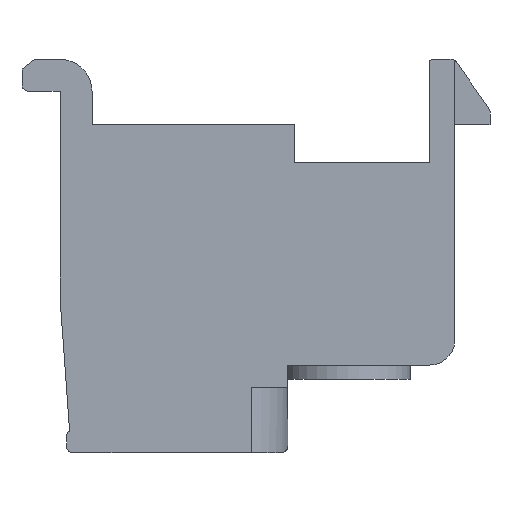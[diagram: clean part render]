
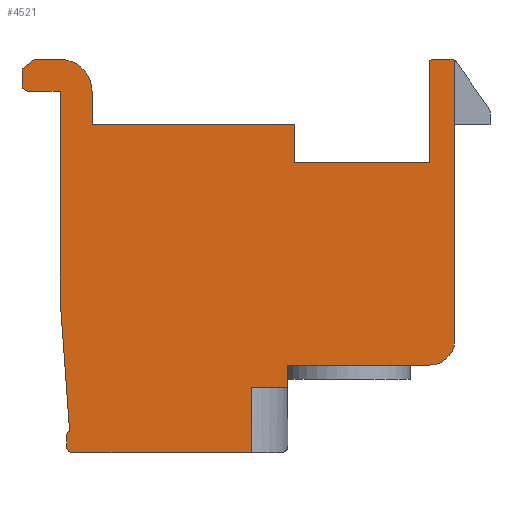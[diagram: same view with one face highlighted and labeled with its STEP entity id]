
A CAD part, front view. The second image highlights one B-rep face of the part: STEP entity #4521.
In plain terms, the highlighted planar face has unit normal (0, -1, 0).
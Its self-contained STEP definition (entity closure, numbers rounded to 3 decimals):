
#1=CARTESIAN_POINT('',(5.45,0.,-2.625));
#2=DIRECTION('',(0.,1.,0.));
#3=DIRECTION('',(1.,0.,0.));
#4=AXIS2_PLACEMENT_3D('',#1,#2,#3);
#6=DIRECTION('',(-1.,0.,0.));
#7=VECTOR('',#6,4.45);
#8=CARTESIAN_POINT('',(5.45,0.,-3.425));
#9=LINE('',#8,#7);
#10=DIRECTION('',(0.,0.,-1.));
#11=VECTOR('',#10,0.7);
#12=CARTESIAN_POINT('',(1.,0.,-3.425));
#13=LINE('',#12,#11);
#14=DIRECTION('',(1.,0.,0.));
#15=VECTOR('',#14,1.15);
#16=CARTESIAN_POINT('',(-0.15,0.,-4.125));
#17=LINE('',#16,#15);
#18=DIRECTION('',(0.,0.,1.));
#19=VECTOR('',#18,2.05);
#20=CARTESIAN_POINT('',(-0.15,0.,-6.175));
#21=LINE('',#20,#19);
#22=DIRECTION('',(-1.,0.,0.));
#23=VECTOR('',#22,5.6);
#24=CARTESIAN_POINT('',(-0.15,0.,-6.175));
#25=LINE('',#24,#23);
#26=CARTESIAN_POINT('',(-5.75,0.,-5.975));
#27=DIRECTION('',(0.,1.,0.));
#28=DIRECTION('',(0.,0.,-1.));
#29=AXIS2_PLACEMENT_3D('',#26,#27,#28);
#31=DIRECTION('',(0.,0.,1.));
#32=VECTOR('',#31,0.3);
#33=CARTESIAN_POINT('',(-5.95,0.,-5.975));
#34=LINE('',#33,#32);
#35=CARTESIAN_POINT('',(-5.75,0.,-5.675));
#36=DIRECTION('',(0.,1.,0.));
#37=DIRECTION('',(-1.,0.,0.));
#38=AXIS2_PLACEMENT_3D('',#35,#36,#37);
#40=DIRECTION('',(-0.072,0.,0.997));
#41=VECTOR('',#40,4.13);
#42=CARTESIAN_POINT('',(-5.854,0.,-5.504));
#43=LINE('',#42,#41);
#44=DIRECTION('',(0.,0.,1.));
#45=VECTOR('',#44,6.56);
#46=CARTESIAN_POINT('',(-6.15,0.,-1.385));
#47=LINE('',#46,#45);
#48=DIRECTION('',(-1.,0.,0.));
#49=VECTOR('',#48,1.);
#50=CARTESIAN_POINT('',(-6.15,0.,5.175));
#51=LINE('',#50,#49);
#52=CARTESIAN_POINT('',(-7.15,0.,5.375));
#53=DIRECTION('',(0.,1.,0.));
#54=DIRECTION('',(0.,0.,-1.));
#55=AXIS2_PLACEMENT_3D('',#52,#53,#54);
#57=DIRECTION('',(0.,0.,1.));
#58=VECTOR('',#57,0.5);
#59=CARTESIAN_POINT('',(-7.35,0.,5.375));
#60=LINE('',#59,#58);
#61=DIRECTION('',(0.785,0.,0.619));
#62=VECTOR('',#61,0.485);
#63=CARTESIAN_POINT('',(-7.35,0.,5.875));
#64=LINE('',#63,#62);
#65=DIRECTION('',(1.,0.,0.));
#66=VECTOR('',#65,0.819);
#67=CARTESIAN_POINT('',(-6.969,0.,6.175));
#68=LINE('',#67,#66);
#69=CARTESIAN_POINT('',(-6.15,0.,5.175));
#70=DIRECTION('',(0.,1.,0.));
#71=DIRECTION('',(0.,0.,1.));
#72=AXIS2_PLACEMENT_3D('',#69,#70,#71);
#74=DIRECTION('',(0.,0.,-1.));
#75=VECTOR('',#74,1.05);
#76=CARTESIAN_POINT('',(-5.15,0.,5.175));
#77=LINE('',#76,#75);
#78=DIRECTION('',(1.,0.,0.));
#79=VECTOR('',#78,6.35);
#80=CARTESIAN_POINT('',(-5.15,0.,4.125));
#81=LINE('',#80,#79);
#82=DIRECTION('',(0.,0.,-1.));
#83=VECTOR('',#82,1.2);
#84=CARTESIAN_POINT('',(1.2,0.,4.125));
#85=LINE('',#84,#83);
#86=DIRECTION('',(1.,0.,0.));
#87=VECTOR('',#86,4.25);
#88=CARTESIAN_POINT('',(1.2,0.,2.925));
#89=LINE('',#88,#87);
#90=DIRECTION('',(0.,0.,1.));
#91=VECTOR('',#90,3.213);
#92=CARTESIAN_POINT('',(5.45,0.,2.925));
#93=LINE('',#92,#91);
#94=CARTESIAN_POINT('',(5.565,0.,5.975));
#95=DIRECTION('',(0.,1.,0.));
#96=DIRECTION('',(-0.577,0.,0.816));
#97=AXIS2_PLACEMENT_3D('',#94,#95,#96);
#99=DIRECTION('',(1.,0.,0.));
#100=VECTOR('',#99,0.626);
#101=CARTESIAN_POINT('',(5.565,0.,6.175));
#102=LINE('',#101,#100);
#103=CARTESIAN_POINT('',(6.127,0.,5.986));
#104=DIRECTION('',(0.,1.,0.));
#105=DIRECTION('',(0.32,0.,0.947));
#106=AXIS2_PLACEMENT_3D('',#103,#104,#105);
#116=DIRECTION('',(0.,0.,1.));
#117=VECTOR('',#116,8.768);
#118=CARTESIAN_POINT('',(6.25,0.,-2.625));
#119=LINE('',#118,#117);
#3431=CARTESIAN_POINT('',(6.25,0.,-2.625));
#3432=CARTESIAN_POINT('',(5.45,0.,-3.425));
#3433=VERTEX_POINT('',#3431);
#3434=VERTEX_POINT('',#3432);
#3435=CARTESIAN_POINT('',(1.,0.,-3.425));
#3436=VERTEX_POINT('',#3435);
#3437=CARTESIAN_POINT('',(-5.75,0.,-6.175));
#3438=CARTESIAN_POINT('',(-5.95,0.,-5.975));
#3439=VERTEX_POINT('',#3437);
#3440=VERTEX_POINT('',#3438);
#3441=CARTESIAN_POINT('',(-5.95,0.,-5.675));
#3442=VERTEX_POINT('',#3441);
#3443=CARTESIAN_POINT('',(-5.854,0.,-5.504));
#3444=VERTEX_POINT('',#3443);
#3445=CARTESIAN_POINT('',(-6.15,0.,-1.385));
#3446=VERTEX_POINT('',#3445);
#3447=CARTESIAN_POINT('',(-6.15,0.,5.175));
#3448=VERTEX_POINT('',#3447);
#3449=CARTESIAN_POINT('',(-7.15,0.,5.175));
#3450=VERTEX_POINT('',#3449);
#3451=CARTESIAN_POINT('',(-7.35,0.,5.375));
#3452=VERTEX_POINT('',#3451);
#3453=CARTESIAN_POINT('',(-7.35,0.,5.875));
#3454=VERTEX_POINT('',#3453);
#3455=CARTESIAN_POINT('',(-6.969,0.,6.175));
#3456=VERTEX_POINT('',#3455);
#3457=CARTESIAN_POINT('',(-6.15,0.,6.175));
#3458=VERTEX_POINT('',#3457);
#3459=CARTESIAN_POINT('',(-5.15,0.,5.175));
#3460=VERTEX_POINT('',#3459);
#3461=CARTESIAN_POINT('',(-5.15,0.,4.125));
#3462=VERTEX_POINT('',#3461);
#3463=CARTESIAN_POINT('',(1.2,0.,4.125));
#3464=VERTEX_POINT('',#3463);
#3465=CARTESIAN_POINT('',(1.2,0.,2.925));
#3466=VERTEX_POINT('',#3465);
#3467=CARTESIAN_POINT('',(5.45,0.,2.925));
#3468=VERTEX_POINT('',#3467);
#3469=CARTESIAN_POINT('',(5.45,0.,6.138));
#3470=VERTEX_POINT('',#3469);
#3471=CARTESIAN_POINT('',(5.565,0.,6.175));
#3472=VERTEX_POINT('',#3471);
#3473=CARTESIAN_POINT('',(6.191,0.,6.175));
#3474=VERTEX_POINT('',#3473);
#4075=CARTESIAN_POINT('',(-0.15,0.,-6.175));
#4076=CARTESIAN_POINT('',(-0.15,0.,-4.125));
#4077=VERTEX_POINT('',#4075);
#4078=VERTEX_POINT('',#4076);
#4079=CARTESIAN_POINT('',(1.,0.,-4.125));
#4080=VERTEX_POINT('',#4079);
#4099=CARTESIAN_POINT('',(6.25,0.,6.143));
#4101=VERTEX_POINT('',#4099);
#4462=CARTESIAN_POINT('',(0.,0.,0.));
#4463=DIRECTION('',(0.,1.,0.));
#4464=DIRECTION('',(1.,0.,0.));
#4465=AXIS2_PLACEMENT_3D('',#4462,#4463,#4464);
#4466=PLANE('',#4465);
#4468=ORIENTED_EDGE('',*,*,#4467,.F.);
#4470=ORIENTED_EDGE('',*,*,#4469,.T.);
#4472=ORIENTED_EDGE('',*,*,#4471,.T.);
#4474=ORIENTED_EDGE('',*,*,#4473,.T.);
#4476=ORIENTED_EDGE('',*,*,#4475,.F.);
#4478=ORIENTED_EDGE('',*,*,#4477,.F.);
#4480=ORIENTED_EDGE('',*,*,#4479,.T.);
#4482=ORIENTED_EDGE('',*,*,#4481,.T.);
#4484=ORIENTED_EDGE('',*,*,#4483,.T.);
#4486=ORIENTED_EDGE('',*,*,#4485,.T.);
#4488=ORIENTED_EDGE('',*,*,#4487,.T.);
#4490=ORIENTED_EDGE('',*,*,#4489,.T.);
#4492=ORIENTED_EDGE('',*,*,#4491,.T.);
#4494=ORIENTED_EDGE('',*,*,#4493,.T.);
#4496=ORIENTED_EDGE('',*,*,#4495,.T.);
#4498=ORIENTED_EDGE('',*,*,#4497,.T.);
#4500=ORIENTED_EDGE('',*,*,#4499,.T.);
#4502=ORIENTED_EDGE('',*,*,#4501,.T.);
#4504=ORIENTED_EDGE('',*,*,#4503,.T.);
#4506=ORIENTED_EDGE('',*,*,#4505,.T.);
#4508=ORIENTED_EDGE('',*,*,#4507,.T.);
#4510=ORIENTED_EDGE('',*,*,#4509,.T.);
#4512=ORIENTED_EDGE('',*,*,#4511,.T.);
#4514=ORIENTED_EDGE('',*,*,#4513,.T.);
#4516=ORIENTED_EDGE('',*,*,#4515,.T.);
#4518=ORIENTED_EDGE('',*,*,#4517,.T.);
#4519=EDGE_LOOP('',(#4468,#4470,#4472,#4474,#4476,#4478,#4480,#4482,#4484,#4486,
#4488,#4490,#4492,#4494,#4496,#4498,#4500,#4502,#4504,#4506,#4508,#4510,#4512,
#4514,#4516,#4518));
#4520=FACE_OUTER_BOUND('',#4519,.F.);
#4521=ADVANCED_FACE('',(#4520),#4466,.F.);
#5=CIRCLE('',#4,0.8);
#30=CIRCLE('',#29,0.2);
#39=CIRCLE('',#38,0.2);
#56=CIRCLE('',#55,0.2);
#73=CIRCLE('',#72,1.);
#98=CIRCLE('',#97,0.2);
#107=CIRCLE('',#106,0.2);
#4467=EDGE_CURVE('',#3433,#4101,#119,.T.);
#4469=EDGE_CURVE('',#3433,#3434,#5,.T.);
#4471=EDGE_CURVE('',#3434,#3436,#9,.T.);
#4473=EDGE_CURVE('',#3436,#4080,#13,.T.);
#4475=EDGE_CURVE('',#4078,#4080,#17,.T.);
#4477=EDGE_CURVE('',#4077,#4078,#21,.T.);
#4479=EDGE_CURVE('',#4077,#3439,#25,.T.);
#4481=EDGE_CURVE('',#3439,#3440,#30,.T.);
#4483=EDGE_CURVE('',#3440,#3442,#34,.T.);
#4485=EDGE_CURVE('',#3442,#3444,#39,.T.);
#4487=EDGE_CURVE('',#3444,#3446,#43,.T.);
#4489=EDGE_CURVE('',#3446,#3448,#47,.T.);
#4491=EDGE_CURVE('',#3448,#3450,#51,.T.);
#4493=EDGE_CURVE('',#3450,#3452,#56,.T.);
#4495=EDGE_CURVE('',#3452,#3454,#60,.T.);
#4497=EDGE_CURVE('',#3454,#3456,#64,.T.);
#4499=EDGE_CURVE('',#3456,#3458,#68,.T.);
#4501=EDGE_CURVE('',#3458,#3460,#73,.T.);
#4503=EDGE_CURVE('',#3460,#3462,#77,.T.);
#4505=EDGE_CURVE('',#3462,#3464,#81,.T.);
#4507=EDGE_CURVE('',#3464,#3466,#85,.T.);
#4509=EDGE_CURVE('',#3466,#3468,#89,.T.);
#4511=EDGE_CURVE('',#3468,#3470,#93,.T.);
#4513=EDGE_CURVE('',#3470,#3472,#98,.T.);
#4515=EDGE_CURVE('',#3472,#3474,#102,.T.);
#4517=EDGE_CURVE('',#3474,#4101,#107,.T.);
